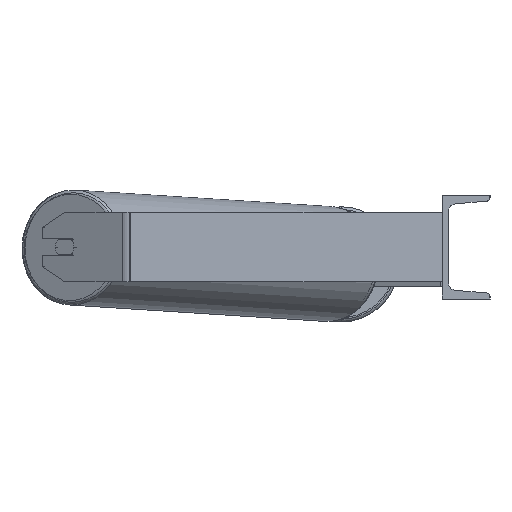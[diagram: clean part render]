
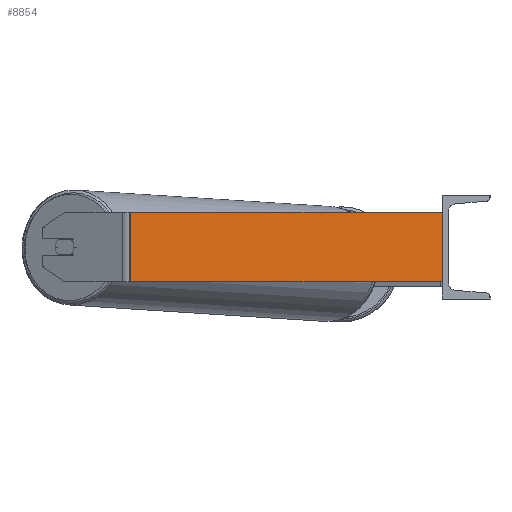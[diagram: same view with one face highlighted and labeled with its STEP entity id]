
A CAD part, left-side view. The second image highlights one B-rep face of the part: STEP entity #8854.
In plain terms, the highlighted planar face has unit normal (-0.996, -0.087, 0).
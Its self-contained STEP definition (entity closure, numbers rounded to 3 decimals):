
#789 = FACE_OUTER_BOUND ( 'NONE', #6262, .T. ) ;
#1197 = EDGE_CURVE ( 'NONE', #1801, #5441, #7838, .T. ) ;
#1497 = DIRECTION ( 'NONE',  ( 0.087, -0.996, 0. ) ) ;
#1568 = DIRECTION ( 'NONE',  ( -0.087, 0.996, 0. ) ) ;
#1801 = VERTEX_POINT ( 'NONE', #7781 ) ;
#2169 = PLANE ( 'NONE',  #7658 ) ;
#2967 = VERTEX_POINT ( 'NONE', #5822 ) ;
#2990 = CARTESIAN_POINT ( 'NONE',  ( -885., 0., 40. ) ) ;
#3115 = CARTESIAN_POINT ( 'NONE',  ( -916.5, 360.045, 40. ) ) ;
#3264 = LINE ( 'NONE', #3115, #7059 ) ;
#3597 = CARTESIAN_POINT ( 'NONE',  ( -916.94, 365.07, 40. ) ) ;
#3677 = CARTESIAN_POINT ( 'NONE',  ( -916.94, 365.07, 40. ) ) ;
#4145 = VECTOR ( 'NONE', #1497, 1000. ) ;
#4209 = CARTESIAN_POINT ( 'NONE',  ( -916.5, 360.045, 40. ) ) ;
#4326 = VECTOR ( 'NONE', #7134, 1000. ) ;
#4339 = VERTEX_POINT ( 'NONE', #4209 ) ;
#4492 = ORIENTED_EDGE ( 'NONE', *, *, #9018, .T. ) ;
#4725 = EDGE_CURVE ( 'NONE', #4339, #2967, #5798, .T. ) ;
#5197 = CARTESIAN_POINT ( 'NONE',  ( -885., 0., -40. ) ) ;
#5441 = VERTEX_POINT ( 'NONE', #5197 ) ;
#5665 = DIRECTION ( 'NONE',  ( 0.996, 0.087, 0. ) ) ;
#5798 = LINE ( 'NONE', #3677, #8039 ) ;
#5822 = CARTESIAN_POINT ( 'NONE',  ( -885., 0., 40. ) ) ;
#6089 = DIRECTION ( 'NONE',  ( 0., 0., -1. ) ) ;
#6167 = EDGE_CURVE ( 'NONE', #2967, #5441, #7930, .T. ) ;
#6262 = EDGE_LOOP ( 'NONE', ( #7653, #7629, #8844, #4492 ) ) ;
#7059 = VECTOR ( 'NONE', #6089, 1000. ) ;
#7134 = DIRECTION ( 'NONE',  ( 0., 0., -1. ) ) ;
#7629 = ORIENTED_EDGE ( 'NONE', *, *, #6167, .F. ) ;
#7653 = ORIENTED_EDGE ( 'NONE', *, *, #1197, .T. ) ;
#7658 = AXIS2_PLACEMENT_3D ( 'NONE', #3597, #5665, #1568 ) ;
#7781 = CARTESIAN_POINT ( 'NONE',  ( -916.5, 360.045, -40. ) ) ;
#7838 = LINE ( 'NONE', #7941, #4145 ) ;
#7930 = LINE ( 'NONE', #2990, #4326 ) ;
#7941 = CARTESIAN_POINT ( 'NONE',  ( -916.94, 365.07, -40. ) ) ;
#8039 = VECTOR ( 'NONE', #8557, 1000. ) ;
#8557 = DIRECTION ( 'NONE',  ( 0.087, -0.996, 0. ) ) ;
#8844 = ORIENTED_EDGE ( 'NONE', *, *, #4725, .F. ) ;
#8854 = ADVANCED_FACE ( 'NONE', ( #789 ), #2169, .F. ) ;
#9018 = EDGE_CURVE ( 'NONE', #4339, #1801, #3264, .T. ) ;
